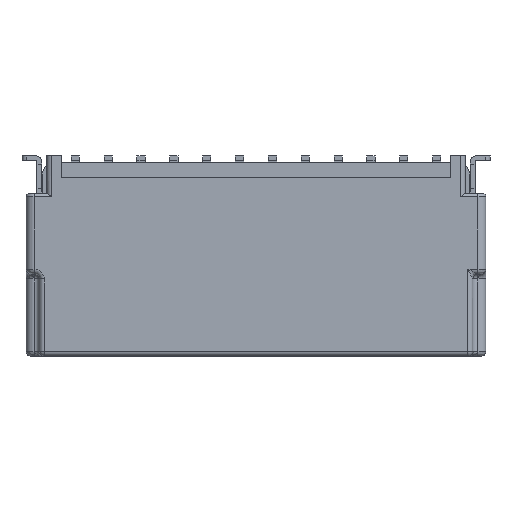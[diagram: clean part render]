
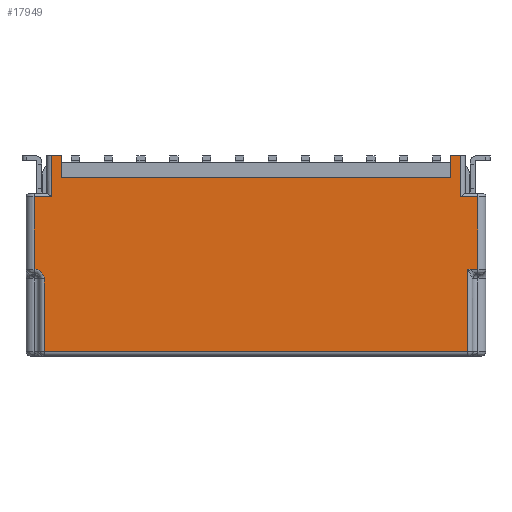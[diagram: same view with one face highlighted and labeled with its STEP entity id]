
A CAD part, front view. The second image highlights one B-rep face of the part: STEP entity #17949.
In plain terms, the highlighted planar face has unit normal (0, -1, 0).
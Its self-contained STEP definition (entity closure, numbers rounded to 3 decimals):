
#316=DIRECTION('',(0.,0.,1.));
#317=VECTOR('',#316,5.);
#318=CARTESIAN_POINT('',(12.9,-3.55,-9.1));
#319=LINE('',#318,#317);
#338=DIRECTION('',(1.,0.,0.));
#339=VECTOR('',#338,0.6);
#340=CARTESIAN_POINT('',(12.9,-3.55,-4.1));
#341=LINE('',#340,#339);
#342=CARTESIAN_POINT('',(-13.5,-3.55,-4.7));
#343=DIRECTION('',(0.,-1.,0.));
#344=DIRECTION('',(1.,0.,0.));
#345=AXIS2_PLACEMENT_3D('',#342,#343,#344);
#347=DIRECTION('',(0.,0.,-1.));
#348=VECTOR('',#347,1.3);
#349=CARTESIAN_POINT('',(-11.85,-3.55,2.8));
#350=LINE('',#349,#348);
#351=DIRECTION('',(0.,0.,-1.));
#352=VECTOR('',#351,4.4);
#353=CARTESIAN_POINT('',(-12.9,-3.55,-4.7));
#354=LINE('',#353,#352);
#4661=DIRECTION('',(0.,0.,-1.));
#4662=VECTOR('',#4661,1.3);
#4663=CARTESIAN_POINT('',(11.85,-3.55,2.8));
#4664=LINE('',#4663,#4662);
#4787=DIRECTION('',(0.,0.,1.));
#4788=VECTOR('',#4787,2.5);
#4789=CARTESIAN_POINT('',(12.45,-3.55,0.3));
#4790=LINE('',#4789,#4788);
#4796=DIRECTION('',(-1.,0.,0.));
#4797=VECTOR('',#4796,0.6);
#4798=CARTESIAN_POINT('',(12.45,-3.55,2.8));
#4799=LINE('',#4798,#4797);
#4874=DIRECTION('',(-1.,0.,0.));
#4875=VECTOR('',#4874,1.05);
#4876=CARTESIAN_POINT('',(13.5,-3.55,0.3));
#4877=LINE('',#4876,#4875);
#4878=CARTESIAN_POINT('',(12.45,-3.55,0.3));
#4906=DIRECTION('',(0.,0.,1.));
#4907=VECTOR('',#4906,4.4);
#4908=CARTESIAN_POINT('',(13.5,-3.55,-4.1));
#4909=LINE('',#4908,#4907);
#7126=DIRECTION('',(-1.,0.,0.));
#7127=VECTOR('',#7126,23.7);
#7128=CARTESIAN_POINT('',(11.85,-3.55,1.5));
#7129=LINE('',#7128,#7127);
#7268=DIRECTION('',(0.,0.,-1.));
#7269=VECTOR('',#7268,2.5);
#7270=CARTESIAN_POINT('',(-12.45,-3.55,2.8));
#7271=LINE('',#7270,#7269);
#7285=DIRECTION('',(-1.,0.,0.));
#7286=VECTOR('',#7285,0.6);
#7287=CARTESIAN_POINT('',(-11.85,-3.55,2.8));
#7288=LINE('',#7287,#7286);
#7338=DIRECTION('',(-1.,0.,0.));
#7339=VECTOR('',#7338,1.05);
#7340=CARTESIAN_POINT('',(-12.45,-3.55,0.3));
#7341=LINE('',#7340,#7339);
#7375=DIRECTION('',(0.,0.,-1.));
#7376=VECTOR('',#7375,4.4);
#7377=CARTESIAN_POINT('',(-13.5,-3.55,0.3));
#7378=LINE('',#7377,#7376);
#13706=DIRECTION('',(1.,0.,0.));
#13707=VECTOR('',#13706,25.8);
#13708=CARTESIAN_POINT('',(-12.9,-3.55,-9.1));
#13709=LINE('',#13708,#13707);
#14553=CARTESIAN_POINT('',(11.85,-3.55,1.5));
#14554=CARTESIAN_POINT('',(-11.85,-3.55,1.5));
#14555=VERTEX_POINT('',#14553);
#14556=VERTEX_POINT('',#14554);
#15263=CARTESIAN_POINT('',(-12.45,-3.55,2.8));
#15264=VERTEX_POINT('',#15263);
#15265=CARTESIAN_POINT('',(-12.45,-3.55,0.3));
#15266=VERTEX_POINT('',#15265);
#15281=CARTESIAN_POINT('',(-11.85,-3.55,2.8));
#15282=VERTEX_POINT('',#15281);
#15284=CARTESIAN_POINT('',(12.45,-3.55,2.8));
#15286=VERTEX_POINT('',#15284);
#15287=CARTESIAN_POINT('',(11.85,-3.55,2.8));
#15288=VERTEX_POINT('',#15287);
#15333=VERTEX_POINT('',#4878);
#15344=CARTESIAN_POINT('',(13.5,-3.55,0.3));
#15345=VERTEX_POINT('',#15344);
#15346=CARTESIAN_POINT('',(-12.9,-3.55,-4.7));
#15347=CARTESIAN_POINT('',(-12.9,-3.55,-9.1));
#15348=VERTEX_POINT('',#15346);
#15349=VERTEX_POINT('',#15347);
#15350=CARTESIAN_POINT('',(-13.5,-3.55,-4.1));
#15351=VERTEX_POINT('',#15350);
#15352=CARTESIAN_POINT('',(-13.5,-3.55,0.3));
#15353=VERTEX_POINT('',#15352);
#15354=CARTESIAN_POINT('',(13.5,-3.55,-4.1));
#15355=VERTEX_POINT('',#15354);
#15356=CARTESIAN_POINT('',(12.9,-3.55,-4.1));
#15357=VERTEX_POINT('',#15356);
#15358=CARTESIAN_POINT('',(12.9,-3.55,-9.1));
#15359=VERTEX_POINT('',#15358);
#17912=CARTESIAN_POINT('',(-13.05,-3.55,0.));
#17913=DIRECTION('',(0.,-1.,0.));
#17914=DIRECTION('',(1.,0.,0.));
#17915=AXIS2_PLACEMENT_3D('',#17912,#17913,#17914);
#17916=PLANE('',#17915);
#17918=ORIENTED_EDGE('',*,*,#17917,.F.);
#17920=ORIENTED_EDGE('',*,*,#17919,.T.);
#17922=ORIENTED_EDGE('',*,*,#17921,.F.);
#17924=ORIENTED_EDGE('',*,*,#17923,.F.);
#17926=ORIENTED_EDGE('',*,*,#17925,.F.);
#17928=ORIENTED_EDGE('',*,*,#17927,.F.);
#17930=ORIENTED_EDGE('',*,*,#17929,.T.);
#17932=ORIENTED_EDGE('',*,*,#17931,.F.);
#17934=ORIENTED_EDGE('',*,*,#17933,.F.);
#17936=ORIENTED_EDGE('',*,*,#17935,.F.);
#17938=ORIENTED_EDGE('',*,*,#17937,.F.);
#17940=ORIENTED_EDGE('',*,*,#17939,.F.);
#17942=ORIENTED_EDGE('',*,*,#17941,.F.);
#17943=ORIENTED_EDGE('',*,*,#17905,.F.);
#17944=ORIENTED_EDGE('',*,*,#17813,.F.);
#17946=ORIENTED_EDGE('',*,*,#17945,.F.);
#17947=EDGE_LOOP('',(#17918,#17920,#17922,#17924,#17926,#17928,#17930,#17932,
#17934,#17936,#17938,#17940,#17942,#17943,#17944,#17946));
#17948=FACE_OUTER_BOUND('',#17947,.F.);
#17949=ADVANCED_FACE('',(#17948),#17916,.T.);
#346=CIRCLE('',#345,0.6);
#17813=EDGE_CURVE('',#15359,#15357,#319,.T.);
#17905=EDGE_CURVE('',#15357,#15355,#341,.T.);
#17917=EDGE_CURVE('',#15348,#15349,#354,.T.);
#17919=EDGE_CURVE('',#15348,#15351,#346,.T.);
#17921=EDGE_CURVE('',#15353,#15351,#7378,.T.);
#17923=EDGE_CURVE('',#15266,#15353,#7341,.T.);
#17925=EDGE_CURVE('',#15264,#15266,#7271,.T.);
#17927=EDGE_CURVE('',#15282,#15264,#7288,.T.);
#17929=EDGE_CURVE('',#15282,#14556,#350,.T.);
#17931=EDGE_CURVE('',#14555,#14556,#7129,.T.);
#17933=EDGE_CURVE('',#15288,#14555,#4664,.T.);
#17935=EDGE_CURVE('',#15286,#15288,#4799,.T.);
#17937=EDGE_CURVE('',#15333,#15286,#4790,.T.);
#17939=EDGE_CURVE('',#15345,#15333,#4877,.T.);
#17941=EDGE_CURVE('',#15355,#15345,#4909,.T.);
#17945=EDGE_CURVE('',#15349,#15359,#13709,.T.);
